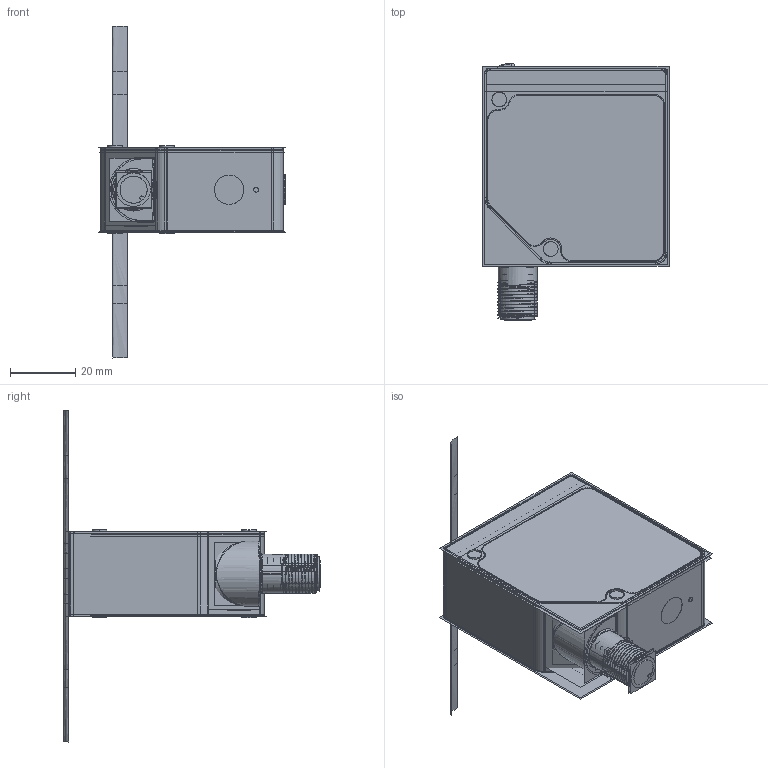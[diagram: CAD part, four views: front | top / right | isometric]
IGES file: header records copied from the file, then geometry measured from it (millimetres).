
Start section:  PTC IGES file: 175733.igs
Global section: file name: 175733.igs; native system: Creo Parametric by PTC Inc.; preprocessor: 2019292; author: PDMAdmin; organization: Unknown; date: 20210715.074633; units: millimetre
Bounding box: 57.29 x 78.77 x 101.92 mm (x, y, z)
Volume: 30334.1 mm3; surface area: 254917.1 mm2
Topology: 27 solids, 31 shells, 4252 faces, 21392 edges, 26804 vertices
Faces by surface type: bspline 2414, revolution 1818, extrusion 20
